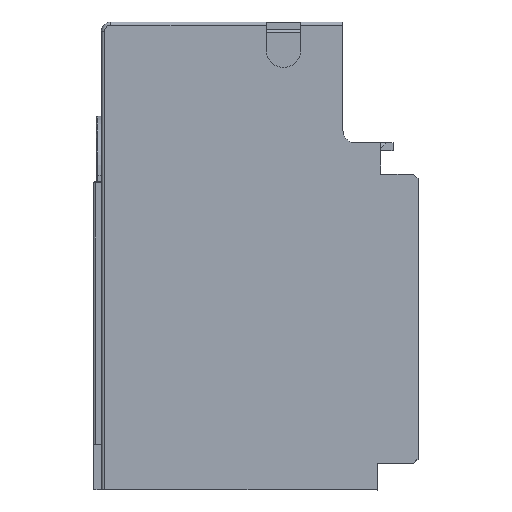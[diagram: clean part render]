
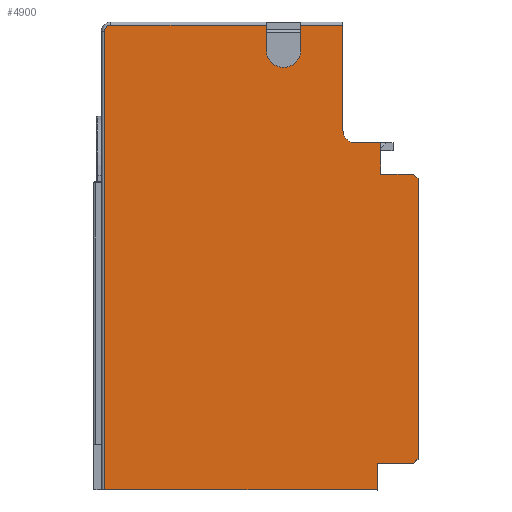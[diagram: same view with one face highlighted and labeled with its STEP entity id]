
A CAD part, top view. The second image highlights one B-rep face of the part: STEP entity #4900.
In plain terms, the highlighted planar face has unit normal (0, 0, 1).
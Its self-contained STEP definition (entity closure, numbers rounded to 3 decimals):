
#717=DIRECTION('',(0.,-1.,0.));
#718=VECTOR('',#717,5.);
#719=CARTESIAN_POINT('',(-61.631,-12.531,321.5));
#720=LINE('',#719,#718);
#789=DIRECTION('',(0.,-1.,0.));
#790=VECTOR('',#789,44.7);
#791=CARTESIAN_POINT('',(-55.631,-18.281,321.5));
#792=LINE('',#791,#790);
#983=DIRECTION('',(-1.,0.,0.));
#984=VECTOR('',#983,5.75);
#985=CARTESIAN_POINT('',(-56.381,-63.731,321.5));
#986=LINE('',#985,#984);
#991=DIRECTION('',(0.,-1.,0.));
#992=VECTOR('',#991,4.2);
#993=CARTESIAN_POINT('',(-62.131,-63.731,321.5));
#994=LINE('',#993,#992);
#995=DIRECTION('',(-1.,0.,0.));
#996=VECTOR('',#995,43.6);
#997=CARTESIAN_POINT('',(-62.131,-67.931,321.5));
#998=LINE('',#997,#996);
#1008=CARTESIAN_POINT('',(-104.731,5.269,321.5));
#1009=DIRECTION('',(0.,0.,1.));
#1010=DIRECTION('',(0.,1.,0.));
#1011=AXIS2_PLACEMENT_3D('',#1008,#1009,#1010);
#1013=CARTESIAN_POINT('',(-77.131,2.269,321.5));
#1014=DIRECTION('',(0.,0.,-1.));
#1015=DIRECTION('',(1.,0.,0.));
#1016=AXIS2_PLACEMENT_3D('',#1013,#1014,#1015);
#1018=CARTESIAN_POINT('',(-65.631,-10.531,321.5));
#1019=DIRECTION('',(0.,0.,-1.));
#1020=DIRECTION('',(0.,-1.,0.));
#1021=AXIS2_PLACEMENT_3D('',#1018,#1019,#1020);
#1023=DIRECTION('',(-0.707,0.707,0.));
#1024=VECTOR('',#1023,1.061);
#1025=CARTESIAN_POINT('',(-55.631,-18.281,321.5));
#1026=LINE('',#1025,#1024);
#1027=DIRECTION('',(0.707,0.707,0.));
#1028=VECTOR('',#1027,1.061);
#1029=CARTESIAN_POINT('',(-56.381,-63.731,321.5));
#1030=LINE('',#1029,#1028);
#1035=DIRECTION('',(0.,1.,0.));
#1036=VECTOR('',#1035,73.2);
#1037=CARTESIAN_POINT('',(-105.731,-67.931,
321.5));
#1038=LINE('',#1037,#1036);
#1478=DIRECTION('',(0.,-1.,0.));
#1479=VECTOR('',#1478,16.8);
#1480=CARTESIAN_POINT('',(-67.631,6.269,321.5));
#1481=LINE('',#1480,#1479);
#1712=DIRECTION('',(1.,0.,0.));
#1713=VECTOR('',#1712,4.);
#1714=CARTESIAN_POINT('',(-65.631,-12.531,321.5));
#1715=LINE('',#1714,#1713);
#1720=DIRECTION('',(1.,0.,0.));
#1721=VECTOR('',#1720,6.75);
#1722=CARTESIAN_POINT('',(-74.381,6.269,321.5));
#1723=LINE('',#1722,#1721);
#1750=DIRECTION('',(0.,1.,0.));
#1751=VECTOR('',#1750,4.);
#1752=CARTESIAN_POINT('',(-74.381,2.269,321.5));
#1753=LINE('',#1752,#1751);
#1780=DIRECTION('',(0.,-1.,0.));
#1781=VECTOR('',#1780,4.);
#1782=CARTESIAN_POINT('',(-79.881,6.269,321.5));
#1783=LINE('',#1782,#1781);
#1813=DIRECTION('',(1.,0.,0.));
#1814=VECTOR('',#1813,24.85);
#1815=CARTESIAN_POINT('',(-104.731,6.269,321.5));
#1816=LINE('',#1815,#1814);
#1836=DIRECTION('',(1.,0.,0.));
#1837=VECTOR('',#1836,5.25);
#1838=CARTESIAN_POINT('',(-61.631,-17.531,321.5));
#1839=LINE('',#1838,#1837);
#3012=CARTESIAN_POINT('',(-62.131,-63.731,321.5));
#3014=VERTEX_POINT('',#3012);
#3015=CARTESIAN_POINT('',(-62.131,-67.931,321.5));
#3016=VERTEX_POINT('',#3015);
#3075=CARTESIAN_POINT('',(-56.381,-63.731,321.5));
#3076=VERTEX_POINT('',#3075);
#3095=CARTESIAN_POINT('',(-55.631,-62.981,321.5));
#3096=VERTEX_POINT('',#3095);
#3107=CARTESIAN_POINT('',(-55.631,-18.281,321.5));
#3108=VERTEX_POINT('',#3107);
#3109=CARTESIAN_POINT('',(-56.381,-17.531,321.5));
#3110=VERTEX_POINT('',#3109);
#3113=CARTESIAN_POINT('',(-61.631,-17.531,321.5));
#3114=VERTEX_POINT('',#3113);
#3131=CARTESIAN_POINT('',(-61.631,-12.531,321.5));
#3132=VERTEX_POINT('',#3131);
#3133=CARTESIAN_POINT('',(-65.631,-12.531,321.5));
#3134=VERTEX_POINT('',#3133);
#3135=CARTESIAN_POINT('',(-67.631,-10.531,321.5));
#3136=VERTEX_POINT('',#3135);
#3186=CARTESIAN_POINT('',(-67.631,6.269,321.5));
#3187=VERTEX_POINT('',#3186);
#3188=CARTESIAN_POINT('',(-74.381,6.269,321.5));
#3190=VERTEX_POINT('',#3188);
#3193=CARTESIAN_POINT('',(-79.881,2.269,321.5));
#3195=VERTEX_POINT('',#3193);
#3196=CARTESIAN_POINT('',(-74.381,2.269,321.5));
#3197=VERTEX_POINT('',#3196);
#3206=CARTESIAN_POINT('',(-79.881,6.269,321.5));
#3207=VERTEX_POINT('',#3206);
#3208=CARTESIAN_POINT('',(-104.731,6.269,321.5));
#3209=VERTEX_POINT('',#3208);
#3214=CARTESIAN_POINT('',(-105.731,5.269,321.5));
#3215=VERTEX_POINT('',#3214);
#3218=CARTESIAN_POINT('',(-105.731,-67.931,321.5));
#3219=VERTEX_POINT('',#3218);
#4862=CARTESIAN_POINT('',(-80.681,-30.831,321.5));
#4863=DIRECTION('',(0.,0.,1.));
#4864=DIRECTION('',(0.,-1.,0.));
#4865=AXIS2_PLACEMENT_3D('',#4862,#4863,#4864);
#4866=PLANE('',#4865);
#4868=ORIENTED_EDGE('',*,*,#4867,.T.);
#4870=ORIENTED_EDGE('',*,*,#4869,.F.);
#4872=ORIENTED_EDGE('',*,*,#4871,.T.);
#4874=ORIENTED_EDGE('',*,*,#4873,.T.);
#4876=ORIENTED_EDGE('',*,*,#4875,.F.);
#4878=ORIENTED_EDGE('',*,*,#4877,.T.);
#4880=ORIENTED_EDGE('',*,*,#4879,.T.);
#4882=ORIENTED_EDGE('',*,*,#4881,.T.);
#4884=ORIENTED_EDGE('',*,*,#4883,.F.);
#4886=ORIENTED_EDGE('',*,*,#4885,.T.);
#4887=ORIENTED_EDGE('',*,*,#4255,.T.);
#4889=ORIENTED_EDGE('',*,*,#4888,.T.);
#4891=ORIENTED_EDGE('',*,*,#4890,.F.);
#4892=ORIENTED_EDGE('',*,*,#4382,.T.);
#4894=ORIENTED_EDGE('',*,*,#4893,.F.);
#4895=ORIENTED_EDGE('',*,*,#4791,.T.);
#4896=ORIENTED_EDGE('',*,*,#4824,.T.);
#4897=ORIENTED_EDGE('',*,*,#4841,.T.);
#4898=EDGE_LOOP('',(#4868,#4870,#4872,#4874,#4876,#4878,#4880,#4882,#4884,#4886,
#4887,#4889,#4891,#4892,#4894,#4895,#4896,#4897));
#4899=FACE_OUTER_BOUND('',#4898,.F.);
#1012=CIRCLE('',#1011,1.);
#1017=CIRCLE('',#1016,2.75);
#1022=CIRCLE('',#1021,2.);
#4255=EDGE_CURVE('',#3132,#3114,#720,.T.);
#4382=EDGE_CURVE('',#3108,#3096,#792,.T.);
#4791=EDGE_CURVE('',#3076,#3014,#986,.T.);
#4824=EDGE_CURVE('',#3014,#3016,#994,.T.);
#4841=EDGE_CURVE('',#3016,#3219,#998,.T.);
#4867=EDGE_CURVE('',#3219,#3215,#1038,.T.);
#4869=EDGE_CURVE('',#3209,#3215,#1012,.T.);
#4871=EDGE_CURVE('',#3209,#3207,#1816,.T.);
#4873=EDGE_CURVE('',#3207,#3195,#1783,.T.);
#4875=EDGE_CURVE('',#3197,#3195,#1017,.T.);
#4877=EDGE_CURVE('',#3197,#3190,#1753,.T.);
#4879=EDGE_CURVE('',#3190,#3187,#1723,.T.);
#4881=EDGE_CURVE('',#3187,#3136,#1481,.T.);
#4883=EDGE_CURVE('',#3134,#3136,#1022,.T.);
#4885=EDGE_CURVE('',#3134,#3132,#1715,.T.);
#4888=EDGE_CURVE('',#3114,#3110,#1839,.T.);
#4890=EDGE_CURVE('',#3108,#3110,#1026,.T.);
#4893=EDGE_CURVE('',#3076,#3096,#1030,.T.);
#4900=ADVANCED_FACE('',(#4899),#4866,.T.);
